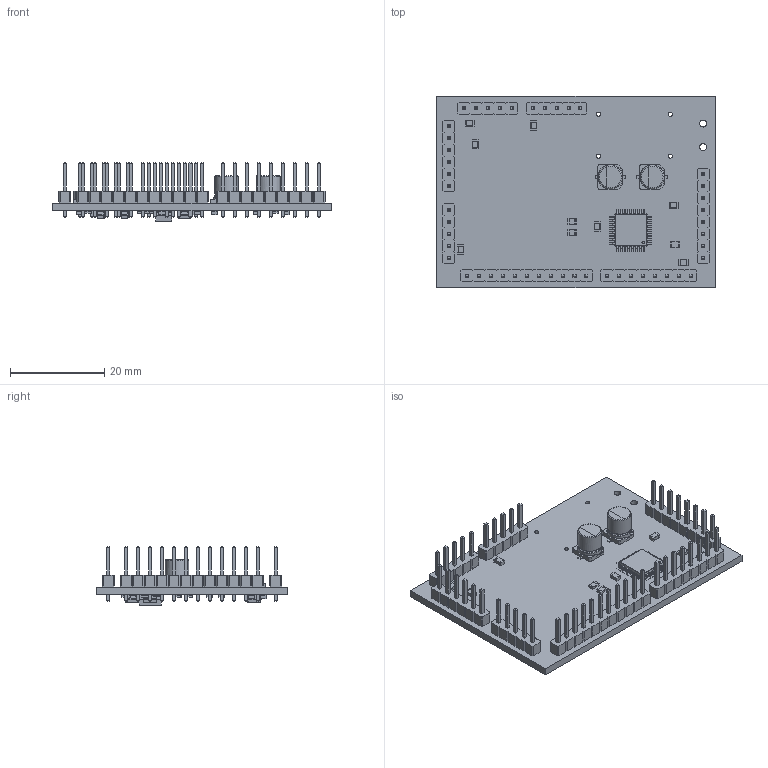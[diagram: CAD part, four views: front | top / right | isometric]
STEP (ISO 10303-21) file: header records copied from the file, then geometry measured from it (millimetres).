
FILE_DESCRIPTION(('KiCad electronic assembly'),'2;1');
FILE_NAME('vinhome.step','2018-08-30T17:40:42',('An Author'),( 'A Company'),'Open CASCADE STEP processor 6.8', 'KiCad to STEP converter','Unknown');
FILE_SCHEMA(('AUTOMOTIVE_DESIGN_CC2 { 1 2 10303 214 -1 1 5 4 }'));
Length unit declared in the file: millimetre
Products named in the file (23): Open CASCADE STEP translator 6.8 1; CP_Elec_5x5.8; SOLID; C_0805; D_SMB; Pin_Header_Straight_1x05_Pitch2.54mm; Pin_Header_Straight_1x06_Pitch2.54mm; Pin_Header_Straight_1x08_Pitch2.54mm; SOT-23; R_0805; TQFP-32_7x7mm_Pitch0.8mm; Crystal_SMD_5032-4pin_5.0x3.2mm; Pin_Header_Straight_1x11_Pitch2.54mm; COMPOUND
Assembly tree (54 placements, depth 3):
  Open CASCADE STEP translator 6.8 1
    CP_Elec_5x5.8  x2
      SOLID
    C_0805  x13
      SOLID
    D_SMB
      SOLID
    Pin_Header_Straight_1x05_Pitch2.54mm  x3
      SOLID
    Pin_Header_Straight_1x06_Pitch2.54mm
      SOLID
    Pin_Header_Straight_1x08_Pitch2.54mm  x2
      SOLID
    SOT-23  x4
      SOLID
    R_0805  x14
      SOLID
    TQFP-32_7x7mm_Pitch0.8mm
      SOLID
    Crystal_SMD_5032-4pin_5.0x3.2mm
    Pin_Header_Straight_1x11_Pitch2.54mm
      SOLID
    COMPOUND
Bounding box: 59.05 x 40.64 x 12.39 mm (x, y, z)
Volume: 5097.1 mm3; surface area: 8647.6 mm2
Topology: 43 solids, 43 shells, 2959 faces, 7523 edges, 4776 vertices
Faces by surface type: plane 2240, cylinder 523, bspline 186, torus 8, revolution 2
Full cylindrical faces by diameter (mm): 0.5 x1, 0.889 x4, 1 x48, 1.47 x2, 5 x4
Entity records: 145863 total; most frequent: CARTESIAN_POINT 58432, DIRECTION 13529, LINE 9446, VECTOR 9446, ORIENTED_EDGE 7790, PCURVE 7790, DEFINITIONAL_REPRESENTATION 7790, EDGE_CURVE 3895
